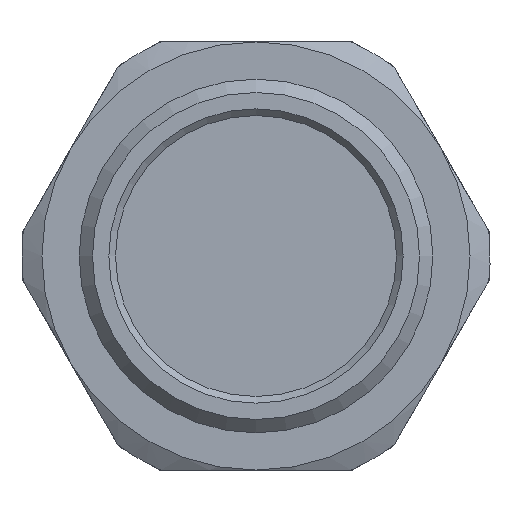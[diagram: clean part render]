
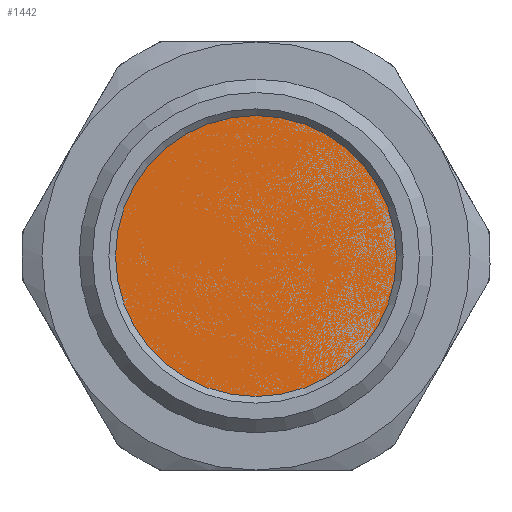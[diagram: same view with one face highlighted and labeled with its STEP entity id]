
A CAD part, front view. The second image highlights one B-rep face of the part: STEP entity #1442.
In plain terms, the highlighted planar face has unit normal (0, 1, 0).
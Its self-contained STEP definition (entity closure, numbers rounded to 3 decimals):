
#460=FACE_OUTER_BOUND('',#549,.T.);
#549=EDGE_LOOP('',(#1319));
#610=CIRCLE('',#1606,13.221);
#733=VERTEX_POINT('',#2548);
#929=EDGE_CURVE('',#733,#733,#610,.T.);
#1319=ORIENTED_EDGE('',*,*,#929,.T.);
#1359=PLANE('',#1605);
#1442=ADVANCED_FACE('',(#460),#1359,.T.);
#1605=AXIS2_PLACEMENT_3D('',#2547,#1965,#1966);
#1606=AXIS2_PLACEMENT_3D('',#2549,#1967,#1968);
#1965=DIRECTION('center_axis',(0.,1.,0.));
#1966=DIRECTION('ref_axis',(0.,0.,1.));
#1967=DIRECTION('center_axis',(0.,1.,0.));
#1968=DIRECTION('ref_axis',(1.,0.,0.));
#2547=CARTESIAN_POINT('Origin',(135.526,54.491,148.413));
#2548=CARTESIAN_POINT('',(122.306,54.491,148.413));
#2549=CARTESIAN_POINT('Origin',(135.526,54.491,148.413));
